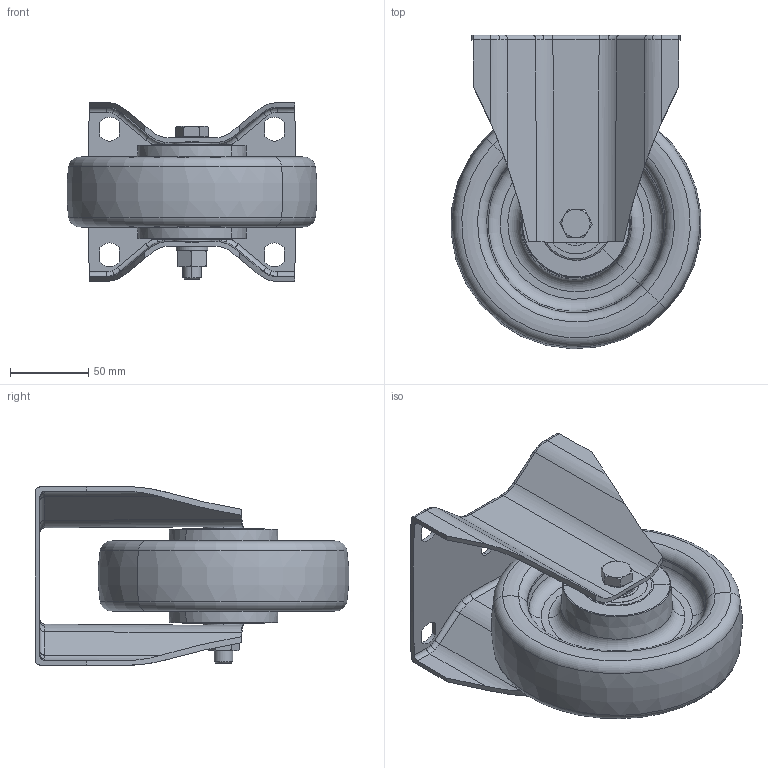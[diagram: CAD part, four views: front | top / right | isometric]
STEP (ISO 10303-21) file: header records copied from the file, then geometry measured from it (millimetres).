
FILE_DESCRIPTION (( 'STEP AP214' ), '1' );
FILE_NAME ('0029897_B-MV-EPUK-160-K_(A-01).step', '2019-10-08T08:26:38', ( '' ), ( '' ), 'SwSTEP 2.0', 'SolidWorks 2018', '' );
FILE_SCHEMA (( 'AUTOMOTIVE_DESIGN' ));
Length unit declared in the file: millimetre
Products named in the file (1): 0029897_B-MV-EPUK-160-K_(A-01)
Bounding box: 159.24 x 199.84 x 114.1 mm (x, y, z)
Volume: 826659.3 mm3; surface area: 255388.2 mm2
Topology: 11 solids, 15 shells, 514 faces, 1214 edges, 743 vertices
Faces by surface type: cylinder 157, plane 139, torus 88, cone 66, bspline 64
Entity records: 22765 total; most frequent: CARTESIAN_POINT 5420, DIRECTION 2507, ORIENTED_EDGE 2428, EDGE_CURVE 1214, AXIS2_PLACEMENT_3D 1064, VERTEX_POINT 743, CIRCLE 613, EDGE_LOOP 565
